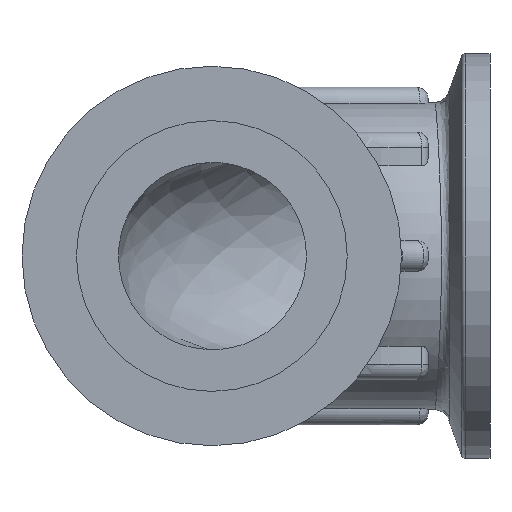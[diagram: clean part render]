
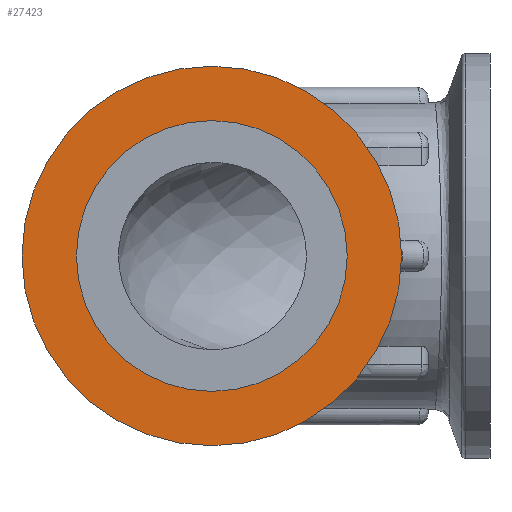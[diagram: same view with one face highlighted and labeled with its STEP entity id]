
A CAD part, left-side view. The second image highlights one B-rep face of the part: STEP entity #27423.
In plain terms, the highlighted planar face has unit normal (-1, 0, 0).
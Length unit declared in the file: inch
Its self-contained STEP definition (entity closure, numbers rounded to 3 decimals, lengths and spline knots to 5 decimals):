
#27016=CARTESIAN_POINT('',(0.,1.095,0.0));
#27017=VERTEX_POINT('',#27016);
#27018=CARTESIAN_POINT('',(0.,0.0,0.0));
#27019=DIRECTION('',(1.0,0.0,0.0));
#27020=DIRECTION('',(0.0,1.0,0.0));
#27021=AXIS2_PLACEMENT_3D('',#27018,#27019,#27020);
#27022=CIRCLE('',#27021,1.095);
#27023=EDGE_CURVE('',#27017,#27017,#27022,.T.);
#27388=CARTESIAN_POINT('',(0.,1.535,0.0));
#27389=VERTEX_POINT('',#27388);
#27390=CARTESIAN_POINT('',(0.,0.0,0.0));
#27391=DIRECTION('',(1.0,0.0,0.0));
#27392=DIRECTION('',(0.0,1.0,0.0));
#27393=AXIS2_PLACEMENT_3D('',#27390,#27391,#27392);
#27394=CIRCLE('',#27393,1.535);
#27395=EDGE_CURVE('',#27389,#27389,#27394,.T.);
#27412=CARTESIAN_POINT('',(0.,1.315,0.0));
#27413=DIRECTION('',(-1.0,0.0,0.0));
#27414=DIRECTION('',(0.0,0.0,1.0));
#27415=AXIS2_PLACEMENT_3D('',#27412,#27413,#27414);
#27416=PLANE('',#27415);
#27417=ORIENTED_EDGE('',*,*,#27395,.F.);
#27418=EDGE_LOOP('',(#27417));
#27419=FACE_OUTER_BOUND('',#27418,.T.);
#27420=ORIENTED_EDGE('',*,*,#27023,.T.);
#27421=EDGE_LOOP('',(#27420));
#27422=FACE_BOUND('',#27421,.T.);
#27423=ADVANCED_FACE('',(#27419,#27422),#27416,.T.);
